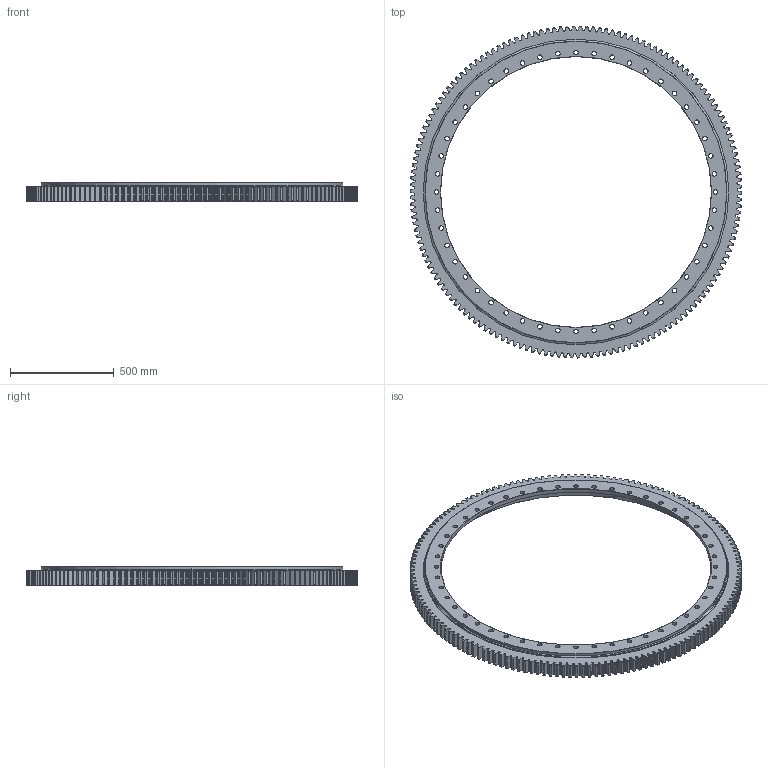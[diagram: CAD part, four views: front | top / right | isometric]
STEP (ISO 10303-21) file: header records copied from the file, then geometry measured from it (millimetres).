
FILE_DESCRIPTION (( 'STEP AP214' ), '1' );
FILE_NAME ('E.1600.32.00.C - SH.STEP', '2018-04-20T06:48:09', ( '' ), ( '' ), 'SwSTEP 2.0', 'SolidWorks 2016', '' );
FILE_SCHEMA (( 'AUTOMOTIVE_DESIGN' ));
Length unit declared in the file: millimetre
Products named in the file (1): E.1600.32.00.C - SH
Bounding box: 1600 x 1599.94 x 90 mm (x, y, z)
Surface area: 2635842.2 mm2 (no closed solid volume)
Topology: 0 solids, 23 shells, 1632 faces, 5066 edges, 3389 vertices
Faces by surface type: bspline 752, cylinder 364, cone 329, plane 155, torus 32
Entity records: 80657 total; most frequent: CARTESIAN_POINT 23160, ORIENTED_EDGE 9665, DIRECTION 5753, EDGE_CURVE 5066, VERTEX_POINT 3389, B_SPLINE_CURVE_WITH_KNOTS 2242, AXIS2_PLACEMENT_3D 2048, EDGE_LOOP 1794
